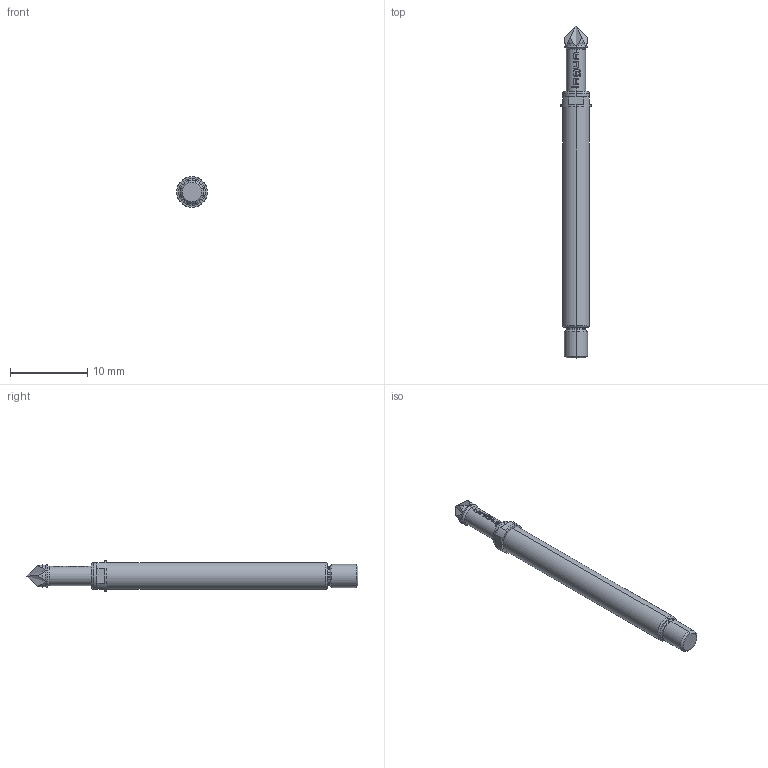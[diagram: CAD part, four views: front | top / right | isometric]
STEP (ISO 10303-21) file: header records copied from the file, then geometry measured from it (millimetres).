
FILE_DESCRIPTION (( 'STEP AP203' ), '1' );
FILE_NAME ('INGUN_HSS-150_317_300_A_xx02_M.STEP', '2022-02-02T13:38:46', ( 'ochi' ), ( '' ), 'SwSTEP 2.0', 'SolidWorks 2018', '' );
FILE_SCHEMA (( 'CONFIG_CONTROL_DESIGN' ));
Length unit declared in the file: millimetre
Products named in the file (1): INGUN_HSS-150_317_300_A_xx02_M
Bounding box: 4 x 43.1 x 4 mm (x, y, z)
Volume: 361 mm3; surface area: 463.6 mm2
Topology: 1 solids, 1 shells, 145 faces, 386 edges, 249 vertices
Faces by surface type: plane 66, cylinder 37, bspline 22, torus 14, cone 6
Entity records: 4927 total; most frequent: CARTESIAN_POINT 1433, ORIENTED_EDGE 772, DIRECTION 652, EDGE_CURVE 386, AXIS2_PLACEMENT_3D 264, VERTEX_POINT 249, EDGE_LOOP 151, FACE_OUTER_BOUND 145
